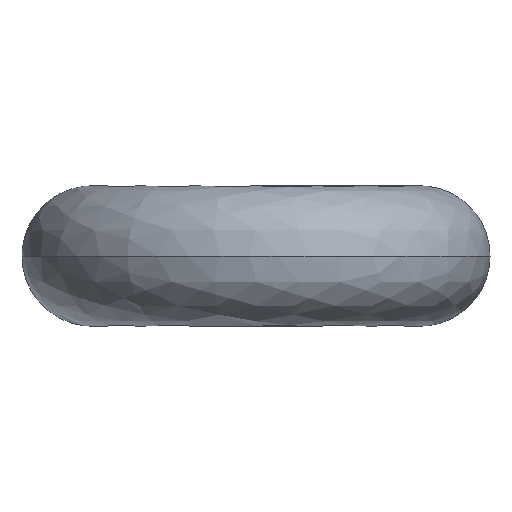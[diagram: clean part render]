
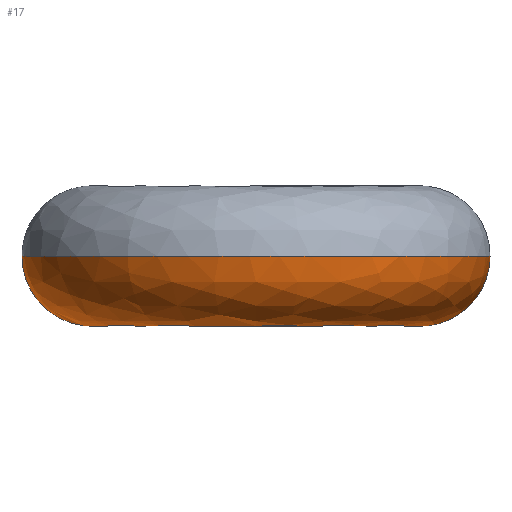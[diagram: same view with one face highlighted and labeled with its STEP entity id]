
A CAD part, left-side view. The second image highlights one B-rep face of the part: STEP entity #17.
In plain terms, the highlighted free-form (B-spline) face has degree [2, 2] with [5, 5] control points.
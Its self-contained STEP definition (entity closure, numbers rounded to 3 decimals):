
#17 = ADVANCED_FACE('',(#18),#60,.T.);
#18 = FACE_BOUND('',#19,.T.);
#19 = EDGE_LOOP('',(#20,#32,#42,#52));
#20 = ORIENTED_EDGE('',*,*,#21,.T.);
#21 = EDGE_CURVE('',#22,#24,#26,.T.);
#22 = VERTEX_POINT('',#23);
#23 = CARTESIAN_POINT('',(-132.453,77.063,
    0.));
#24 = VERTEX_POINT('',#25);
#25 = CARTESIAN_POINT('',(-132.453,-77.063,0.));
#26 = ( BOUNDED_CURVE() B_SPLINE_CURVE(2,(#27,#28,#29,#30,#31),
.UNSPECIFIED.,.F.,.F.) B_SPLINE_CURVE_WITH_KNOTS((3,2,3),(0.,
314.159,628.319),.UNSPECIFIED.) CURVE() 
GEOMETRIC_REPRESENTATION_ITEM() RATIONAL_B_SPLINE_CURVE((1.,
0.707,1.,0.707,1.)) REPRESENTATION_ITEM('') );
#27 = CARTESIAN_POINT('',(-132.453,77.063,
    0.));
#28 = CARTESIAN_POINT('',(-209.516,77.063,
    0.));
#29 = CARTESIAN_POINT('',(-209.516,0.,
    0.));
#30 = CARTESIAN_POINT('',(-209.516,-77.063,0.));
#31 = CARTESIAN_POINT('',(-132.453,-77.063,0.));
#32 = ORIENTED_EDGE('',*,*,#33,.T.);
#33 = EDGE_CURVE('',#24,#34,#36,.T.);
#34 = VERTEX_POINT('',#35);
#35 = CARTESIAN_POINT('',(-132.453,-192.658,
    0.));
#36 = ( BOUNDED_CURVE() B_SPLINE_CURVE(2,(#37,#38,#39,#40,#41),
.UNSPECIFIED.,.F.,.F.) B_SPLINE_CURVE_WITH_KNOTS((3,2,3),(
    188.496,282.743,376.991),.UNSPECIFIED.) 
CURVE() GEOMETRIC_REPRESENTATION_ITEM() RATIONAL_B_SPLINE_CURVE((1.,
0.707,1.,0.707,1.)) REPRESENTATION_ITEM('') );
#37 = CARTESIAN_POINT('',(-132.453,-77.063,0.));
#38 = CARTESIAN_POINT('',(-132.453,-77.063,
    -57.797));
#39 = CARTESIAN_POINT('',(-132.453,-134.861,
    -57.797));
#40 = CARTESIAN_POINT('',(-132.453,-192.658,-57.797
    ));
#41 = CARTESIAN_POINT('',(-132.453,-192.658,0.));
#42 = ORIENTED_EDGE('',*,*,#43,.F.);
#43 = EDGE_CURVE('',#44,#34,#46,.T.);
#44 = VERTEX_POINT('',#45);
#45 = CARTESIAN_POINT('',(-132.453,192.658,
    0.));
#46 = ( BOUNDED_CURVE() B_SPLINE_CURVE(2,(#47,#48,#49,#50,#51),
.UNSPECIFIED.,.F.,.F.) B_SPLINE_CURVE_WITH_KNOTS((3,2,3),(0.,
314.159,628.319),.UNSPECIFIED.) CURVE() 
GEOMETRIC_REPRESENTATION_ITEM() RATIONAL_B_SPLINE_CURVE((1.,
0.707,1.,0.707,1.)) REPRESENTATION_ITEM('') );
#47 = CARTESIAN_POINT('',(-132.453,192.658,
    0.));
#48 = CARTESIAN_POINT('',(-325.111,192.658,
    0.));
#49 = CARTESIAN_POINT('',(-325.111,0.,
    0.));
#50 = CARTESIAN_POINT('',(-325.111,-192.658,
    0.));
#51 = CARTESIAN_POINT('',(-132.453,-192.658,
    0.));
#52 = ORIENTED_EDGE('',*,*,#53,.T.);
#53 = EDGE_CURVE('',#44,#22,#54,.T.);
#54 = ( BOUNDED_CURVE() B_SPLINE_CURVE(2,(#55,#56,#57,#58,#59),
.UNSPECIFIED.,.F.,.F.) B_SPLINE_CURVE_WITH_KNOTS((3,2,3),(
-376.991,-282.743,-188.496),.UNSPECIFIED.) CURVE() 
GEOMETRIC_REPRESENTATION_ITEM() RATIONAL_B_SPLINE_CURVE((1.,
0.707,1.,0.707,1.)) REPRESENTATION_ITEM('') );
#55 = CARTESIAN_POINT('',(-132.453,192.658,
    0.));
#56 = CARTESIAN_POINT('',(-132.453,192.658,
    -57.797));
#57 = CARTESIAN_POINT('',(-132.453,134.861,
    -57.797));
#58 = CARTESIAN_POINT('',(-132.453,77.063,
    -57.797));
#59 = CARTESIAN_POINT('',(-132.453,77.063,
    0.));
#60 = ( BOUNDED_SURFACE() B_SPLINE_SURFACE(2,2,(
    (#61,#62,#63,#64,#65)
    ,(#66,#67,#68,#69,#70)
    ,(#71,#72,#73,#74,#75)
    ,(#76,#77,#78,#79,#80)
    ,(#81,#82,#83,#84,#85
)),.UNSPECIFIED.,.F.,.F.,.F.) B_SPLINE_SURFACE_WITH_KNOTS((3,2,3),(3,2,3
    ),(0.,314.159,628.319),(188.496,
    282.743,376.991),.UNSPECIFIED.) 
GEOMETRIC_REPRESENTATION_ITEM() RATIONAL_B_SPLINE_SURFACE((
    (1.,0.707,1.,0.707,1.)
    ,(0.707,0.5,0.707,0.5,0.707)
    ,(1.,0.707,1.,0.707,1.)
    ,(0.707,0.5,0.707,0.5,0.707)
,(1.,0.707,1.,0.707,1.
))) REPRESENTATION_ITEM('') SURFACE() );
#61 = CARTESIAN_POINT('',(-132.453,77.063,
    0.));
#62 = CARTESIAN_POINT('',(-132.453,77.063,
    -57.797));
#63 = CARTESIAN_POINT('',(-132.453,134.861,
    -57.797));
#64 = CARTESIAN_POINT('',(-132.453,192.658,
    -57.797));
#65 = CARTESIAN_POINT('',(-132.453,192.658,
    0.));
#66 = CARTESIAN_POINT('',(-209.516,77.063,
    0.));
#67 = CARTESIAN_POINT('',(-209.516,77.063,
    -57.797));
#68 = CARTESIAN_POINT('',(-267.313,134.861,
    -57.797));
#69 = CARTESIAN_POINT('',(-325.111,192.658,
    -57.797));
#70 = CARTESIAN_POINT('',(-325.111,192.658,
    0.));
#71 = CARTESIAN_POINT('',(-209.516,0.,
    0.));
#72 = CARTESIAN_POINT('',(-209.516,0.,
    -57.797));
#73 = CARTESIAN_POINT('',(-267.313,0.,
    -57.797));
#74 = CARTESIAN_POINT('',(-325.111,0.,
    -57.797));
#75 = CARTESIAN_POINT('',(-325.111,0.,
    0.));
#76 = CARTESIAN_POINT('',(-209.516,-77.063,
    0.));
#77 = CARTESIAN_POINT('',(-209.516,-77.063,
    -57.797));
#78 = CARTESIAN_POINT('',(-267.313,-134.861,-57.797
    ));
#79 = CARTESIAN_POINT('',(-325.111,-192.658,
    -57.797));
#80 = CARTESIAN_POINT('',(-325.111,-192.658,
    0.));
#81 = CARTESIAN_POINT('',(-132.453,-77.063,
    0.));
#82 = CARTESIAN_POINT('',(-132.453,-77.063,
    -57.797));
#83 = CARTESIAN_POINT('',(-132.453,-134.861,
    -57.797));
#84 = CARTESIAN_POINT('',(-132.453,-192.658,-57.797
    ));
#85 = CARTESIAN_POINT('',(-132.453,-192.658,
    0.));
